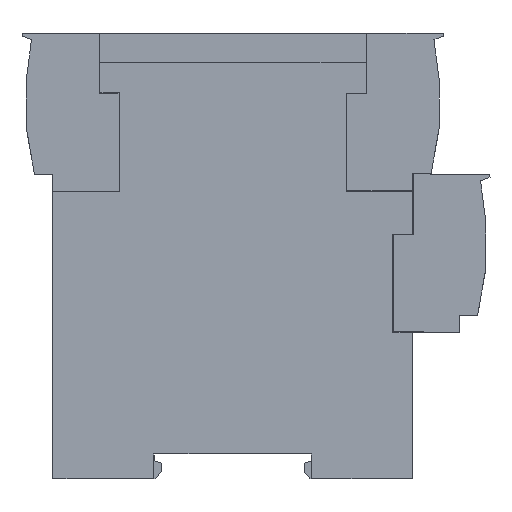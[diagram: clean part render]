
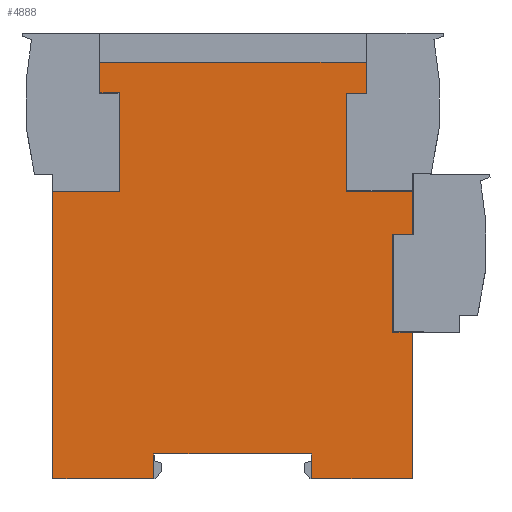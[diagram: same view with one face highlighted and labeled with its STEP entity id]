
A CAD part, left-side view. The second image highlights one B-rep face of the part: STEP entity #4888.
In plain terms, the highlighted planar face has unit normal (-1, 0, 0).
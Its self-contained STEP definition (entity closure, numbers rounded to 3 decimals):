
#4888=ADVANCED_FACE('NONE',(#5984),#5372,.T.);
#5372=PLANE('',#16093);
#5984=FACE_OUTER_BOUND('',#6628,.T.);
#6628=EDGE_LOOP('',(#9452,#9453,#9454,#9455,#9456,#9457,#9458,#9459,#9460,
#9461,#9462,#9463,#9464,#9465,#9466,#9467,#9468,#9469,#9470,#9471));
#9452=ORIENTED_EDGE('',*,*,#12097,.T.);
#9453=ORIENTED_EDGE('',*,*,#12047,.T.);
#9454=ORIENTED_EDGE('',*,*,#12078,.T.);
#9455=ORIENTED_EDGE('',*,*,#12063,.T.);
#9456=ORIENTED_EDGE('',*,*,#12092,.T.);
#9457=ORIENTED_EDGE('',*,*,#12044,.T.);
#9458=ORIENTED_EDGE('',*,*,#12043,.F.);
#9459=ORIENTED_EDGE('',*,*,#12087,.F.);
#9460=ORIENTED_EDGE('',*,*,#12067,.F.);
#9461=ORIENTED_EDGE('',*,*,#12754,.F.);
#9462=ORIENTED_EDGE('',*,*,#12755,.T.);
#9463=ORIENTED_EDGE('',*,*,#12756,.T.);
#9464=ORIENTED_EDGE('',*,*,#12710,.T.);
#9465=ORIENTED_EDGE('',*,*,#12757,.T.);
#9466=ORIENTED_EDGE('',*,*,#12712,.F.);
#9467=ORIENTED_EDGE('',*,*,#12758,.T.);
#9468=ORIENTED_EDGE('',*,*,#12759,.T.);
#9469=ORIENTED_EDGE('',*,*,#12672,.T.);
#9470=ORIENTED_EDGE('',*,*,#12089,.T.);
#9471=ORIENTED_EDGE('',*,*,#12036,.T.);
#10731=VERTEX_POINT('',#21335);
#10732=VERTEX_POINT('',#21336);
#10735=VERTEX_POINT('',#21344);
#10738=VERTEX_POINT('',#21349);
#10739=VERTEX_POINT('',#21353);
#10741=VERTEX_POINT('',#21359);
#10742=VERTEX_POINT('',#21360);
#10757=VERTEX_POINT('',#21395);
#10758=VERTEX_POINT('',#21396);
#10761=VERTEX_POINT('',#21404);
#10762=VERTEX_POINT('',#21405);
#10777=VERTEX_POINT('',#21449);
#11076=VERTEX_POINT('',#23742);
#11099=VERTEX_POINT('',#23815);
#11100=VERTEX_POINT('',#23817);
#11101=VERTEX_POINT('',#23821);
#11102=VERTEX_POINT('',#23822);
#11125=VERTEX_POINT('',#23904);
#11126=VERTEX_POINT('',#23906);
#11127=VERTEX_POINT('',#23910);
#12036=EDGE_CURVE('NONE',#10731,#10732,#13512,.T.);
#12043=EDGE_CURVE('NONE',#10738,#10735,#13519,.T.);
#12044=EDGE_CURVE('NONE',#10739,#10735,#13520,.T.);
#12047=EDGE_CURVE('NONE',#10741,#10742,#13523,.T.);
#12063=EDGE_CURVE('NONE',#10757,#10758,#13539,.T.);
#12067=EDGE_CURVE('NONE',#10761,#10762,#13543,.T.);
#12078=EDGE_CURVE('NONE',#10742,#10757,#13554,.T.);
#12087=EDGE_CURVE('NONE',#10762,#10738,#13563,.T.);
#12089=EDGE_CURVE('NONE',#10777,#10731,#13565,.T.);
#12092=EDGE_CURVE('NONE',#10758,#10739,#13568,.T.);
#12097=EDGE_CURVE('NONE',#10732,#10741,#13573,.T.);
#12672=EDGE_CURVE('NONE',#11076,#10777,#13966,.T.);
#12710=EDGE_CURVE('NONE',#11100,#11099,#14004,.T.);
#12712=EDGE_CURVE('NONE',#11101,#11102,#14006,.T.);
#12754=EDGE_CURVE('NONE',#11125,#10761,#14048,.T.);
#12755=EDGE_CURVE('NONE',#11125,#11126,#14049,.T.);
#12756=EDGE_CURVE('NONE',#11126,#11100,#14050,.T.);
#12757=EDGE_CURVE('NONE',#11099,#11102,#14051,.T.);
#12758=EDGE_CURVE('NONE',#11101,#11127,#14052,.T.);
#12759=EDGE_CURVE('NONE',#11127,#11076,#14053,.T.);
#13512=LINE('',#21334,#14806);
#13519=LINE('',#21350,#14813);
#13520=LINE('',#21352,#14814);
#13523=LINE('',#21358,#14817);
#13539=LINE('',#21394,#14833);
#13543=LINE('',#21403,#14837);
#13554=LINE('',#21427,#14848);
#13563=LINE('',#21445,#14857);
#13565=LINE('',#21448,#14859);
#13568=LINE('',#21454,#14862);
#13573=LINE('',#21461,#14867);
#13966=LINE('',#23741,#15276);
#14004=LINE('',#23816,#15314);
#14006=LINE('',#23820,#15316);
#14048=LINE('',#23903,#15358);
#14049=LINE('',#23905,#15359);
#14050=LINE('',#23907,#15360);
#14051=LINE('',#23908,#15361);
#14052=LINE('',#23909,#15362);
#14053=LINE('',#23911,#15363);
#14806=VECTOR('',#17411,1.);
#14813=VECTOR('',#17420,1.);
#14814=VECTOR('',#17423,1.);
#14817=VECTOR('',#17428,1.);
#14833=VECTOR('',#17452,1.);
#14837=VECTOR('',#17458,1.);
#14848=VECTOR('',#17475,1.);
#14857=VECTOR('',#17490,1.);
#14859=VECTOR('',#17494,1.);
#14862=VECTOR('',#17499,1.);
#14867=VECTOR('',#17508,1.);
#15276=VECTOR('',#18433,1.);
#15314=VECTOR('',#18497,1.);
#15316=VECTOR('',#18501,1.);
#15358=VECTOR('',#18577,1.);
#15359=VECTOR('',#18578,1.);
#15360=VECTOR('',#18579,1.);
#15361=VECTOR('',#18580,1.);
#15362=VECTOR('',#18581,1.);
#15363=VECTOR('',#18582,1.);
#16093=AXIS2_PLACEMENT_3D('',#23912,#18583,#18584);
#17411=DIRECTION('',(0.,-1.,0.));
#17420=DIRECTION('',(0.,0.,1.));
#17423=DIRECTION('',(0.,1.,0.));
#17428=DIRECTION('',(0.,1.,0.));
#17452=DIRECTION('',(0.,-1.,0.));
#17458=DIRECTION('',(0.,0.,1.));
#17475=DIRECTION('',(0.,-0.002,1.));
#17490=DIRECTION('',(0.,1.,0.));
#17494=DIRECTION('',(0.,-0.002,1.));
#17499=DIRECTION('',(0.,0.,1.));
#17508=DIRECTION('',(0.,0.,1.));
#18433=DIRECTION('',(0.,1.,0.));
#18497=DIRECTION('',(0.,0.,1.));
#18501=DIRECTION('',(0.,0.,1.));
#18577=DIRECTION('',(0.,-1.,0.));
#18578=DIRECTION('',(0.,0.,-1.));
#18579=DIRECTION('',(0.,-1.,0.));
#18580=DIRECTION('',(0.,-1.,0.));
#18581=DIRECTION('',(0.,-1.,0.));
#18582=DIRECTION('',(0.,0.,1.));
#18583=DIRECTION('',(-1.,0.,0.));
#18584=DIRECTION('',(0.,0.,1.));
#21334=CARTESIAN_POINT('',(0.,19.8,49.9));
#21335=CARTESIAN_POINT('',(0.,19.8,49.9));
#21336=CARTESIAN_POINT('',(0.,15.8,49.9));
#21344=CARTESIAN_POINT('',(0.,79.6,85.));
#21349=CARTESIAN_POINT('',(0.,79.6,78.8));
#21350=CARTESIAN_POINT('',(0.,79.6,78.7));
#21352=CARTESIAN_POINT('',(0.,14.681,85.));
#21353=CARTESIAN_POINT('',(0.,25.3,85.));
#21358=CARTESIAN_POINT('',(0.,15.8,58.7));
#21359=CARTESIAN_POINT('',(0.,15.8,58.7));
#21360=CARTESIAN_POINT('',(0.,29.35,58.7));
#21394=CARTESIAN_POINT('',(0.,29.3,78.7));
#21395=CARTESIAN_POINT('',(0.,29.3,78.7));
#21396=CARTESIAN_POINT('',(0.,25.3,78.7));
#21403=CARTESIAN_POINT('',(0.,75.6,58.7));
#21404=CARTESIAN_POINT('',(0.,75.6,58.6));
#21405=CARTESIAN_POINT('',(0.,75.6,78.8));
#21427=CARTESIAN_POINT('',(0.,29.35,58.7));
#21445=CARTESIAN_POINT('',(0.,75.7,78.8));
#21448=CARTESIAN_POINT('',(0.,19.85,29.9));
#21449=CARTESIAN_POINT('',(0.,19.85,29.9));
#21454=CARTESIAN_POINT('',(0.,25.3,78.7));
#21461=CARTESIAN_POINT('',(0.,15.8,49.9));
#23741=CARTESIAN_POINT('',(0.,13.55,29.9));
#23742=CARTESIAN_POINT('',(0.,15.8,29.9));
#23815=CARTESIAN_POINT('',(0.,68.6,5.1));
#23816=CARTESIAN_POINT('',(0.,68.6,-34.9));
#23817=CARTESIAN_POINT('',(0.,68.6,0.));
#23820=CARTESIAN_POINT('',(0.,36.4,-34.9));
#23821=CARTESIAN_POINT('',(0.,36.4,0.));
#23822=CARTESIAN_POINT('',(0.,36.4,5.1));
#23903=CARTESIAN_POINT('',(0.,89.2,58.6));
#23904=CARTESIAN_POINT('',(0.,89.2,58.6));
#23905=CARTESIAN_POINT('',(0.,89.2,-0.1));
#23906=CARTESIAN_POINT('',(0.,89.2,0.));
#23907=CARTESIAN_POINT('',(0.,14.681,0.));
#23908=CARTESIAN_POINT('',(0.,14.681,5.1));
#23909=CARTESIAN_POINT('',(0.,14.681,0.));
#23910=CARTESIAN_POINT('',(0.,15.8,0.));
#23911=CARTESIAN_POINT('',(0.,15.8,-0.1));
#23912=CARTESIAN_POINT('',(0.,14.681,-0.1));
